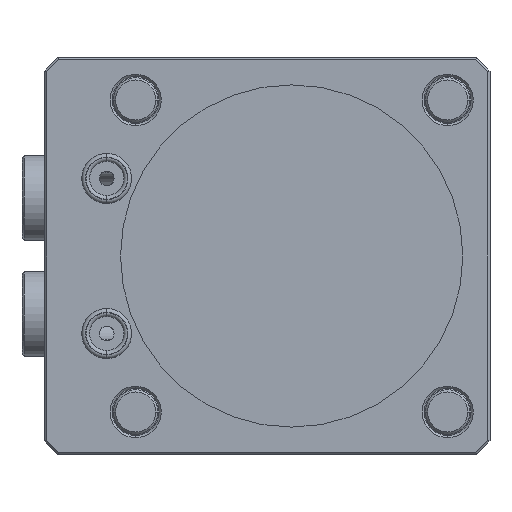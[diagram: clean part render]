
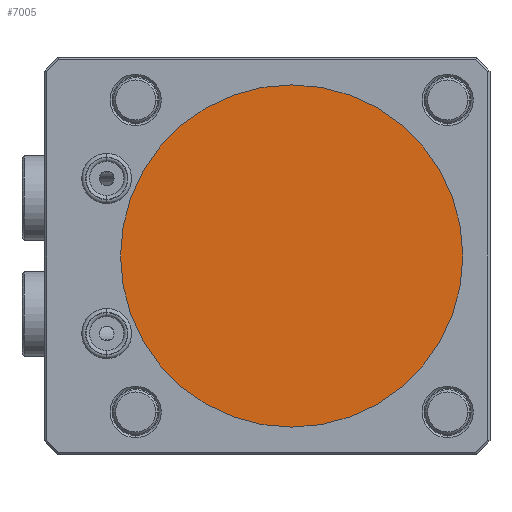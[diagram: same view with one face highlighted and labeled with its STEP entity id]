
A CAD part, front view. The second image highlights one B-rep face of the part: STEP entity #7005.
In plain terms, the highlighted planar face has unit normal (0, -1, 0).
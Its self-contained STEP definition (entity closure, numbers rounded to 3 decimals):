
#2232 = CARTESIAN_POINT ( 'NONE',  ( 0., -16.5, 38.4 ) ) ;
#3299 = ORIENTED_EDGE ( 'NONE', *, *, #6380, .F. ) ;
#3450 = CARTESIAN_POINT ( 'NONE',  ( 0., -16.5, 0. ) ) ;
#3503 = ORIENTED_EDGE ( 'NONE', *, *, #6815, .F. ) ;
#3528 = CARTESIAN_POINT ( 'NONE',  ( 0., -16.5, -38.4 ) ) ;
#3904 = DIRECTION ( 'NONE',  ( 0., 0., 1. ) ) ;
#4057 = DIRECTION ( 'NONE',  ( 0., 1., 0. ) ) ;
#5779 = AXIS2_PLACEMENT_3D ( 'NONE', #11270, #4057, #3904 ) ;
#6026 = CARTESIAN_POINT ( 'NONE',  ( -38.4, -16.5, 0. ) ) ;
#6380 = EDGE_CURVE ( 'NONE', #9702, #15327, #7322, .T. ) ;
#6815 = EDGE_CURVE ( 'NONE', #15327, #9702, #13081, .T. ) ;
#7005 = ADVANCED_FACE ( 'NONE', ( #8000 ), #12978, .T. ) ;
#7205 = DIRECTION ( 'NONE',  ( 0., 0., 1. ) ) ;
#7322 = CIRCLE ( 'NONE', #13066, 38.4 ) ;
#8000 = FACE_OUTER_BOUND ( 'NONE', #15359, .T. ) ;
#8330 = DIRECTION ( 'NONE',  ( 0., -1., 0. ) ) ;
#9702 = VERTEX_POINT ( 'NONE', #3528 ) ;
#11270 = CARTESIAN_POINT ( 'NONE',  ( 0., -16.5, 0. ) ) ;
#11524 = AXIS2_PLACEMENT_3D ( 'NONE', #6026, #8330, #16035 ) ;
#12345 = DIRECTION ( 'NONE',  ( 0., 1., 0. ) ) ;
#12978 = PLANE ( 'NONE',  #11524 ) ;
#13066 = AXIS2_PLACEMENT_3D ( 'NONE', #3450, #12345, #7205 ) ;
#13081 = CIRCLE ( 'NONE', #5779, 38.4 ) ;
#15327 = VERTEX_POINT ( 'NONE', #2232 ) ;
#15359 = EDGE_LOOP ( 'NONE', ( #3503, #3299 ) ) ;
#16035 = DIRECTION ( 'NONE',  ( 0., 0., -1. ) ) ;
